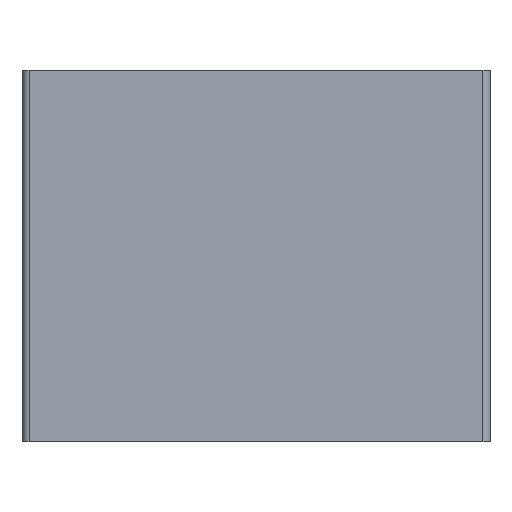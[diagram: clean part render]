
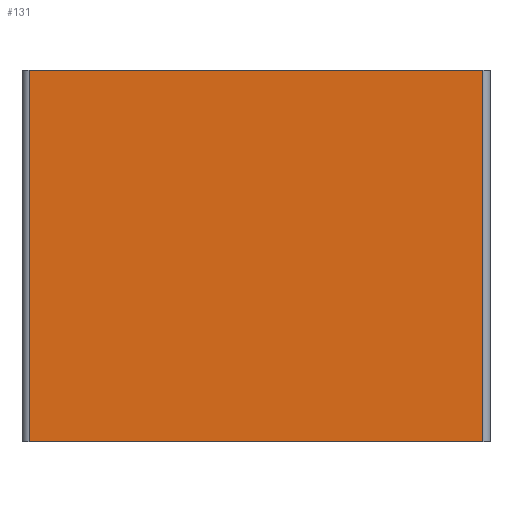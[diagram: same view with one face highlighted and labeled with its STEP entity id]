
A CAD part, front view. The second image highlights one B-rep face of the part: STEP entity #131.
In plain terms, the highlighted planar face has unit normal (0, -1, 0).
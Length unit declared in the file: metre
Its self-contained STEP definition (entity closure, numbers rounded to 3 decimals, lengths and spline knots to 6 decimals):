
#131 = ADVANCED_FACE( '', ( #283 ), #284, .F. );
#283 = FACE_OUTER_BOUND( '', #461, .T. );
#284 = PLANE( '', #462 );
#461 = EDGE_LOOP( '', ( #715, #716, #717, #718 ) );
#462 = AXIS2_PLACEMENT_3D( '', #719, #720, #721 );
#715 = ORIENTED_EDGE( '', *, *, #1037, .F. );
#716 = ORIENTED_EDGE( '', *, *, #1058, .T. );
#717 = ORIENTED_EDGE( '', *, *, #992, .T. );
#718 = ORIENTED_EDGE( '', *, *, #1059, .T. );
#719 = CARTESIAN_POINT( '', ( 0.00655, 0., 0.0104 ) );
#720 = DIRECTION( '', ( 0., 1., 0. ) );
#721 = DIRECTION( '', ( 0., 0., 1. ) );
#992 = EDGE_CURVE( '', #1170, #1171, #1172, .T. );
#1037 = EDGE_CURVE( '', #1243, #1245, #1246, .T. );
#1058 = EDGE_CURVE( '', #1243, #1170, #1279, .T. );
#1059 = EDGE_CURVE( '', #1171, #1245, #1280, .F. );
#1170 = VERTEX_POINT( '', #1421 );
#1171 = VERTEX_POINT( '', #1422 );
#1172 = LINE( '', #1423, #1424 );
#1243 = VERTEX_POINT( '', #1522 );
#1245 = VERTEX_POINT( '', #1524 );
#1246 = LINE( '', #1525, #1526 );
#1279 = LINE( '', #1569, #1570 );
#1280 = LINE( '', #1571, #1572 );
#1421 = CARTESIAN_POINT( '', ( 0.0002, 0., 0. ) );
#1422 = CARTESIAN_POINT( '', ( 0.0129, 0., 0. ) );
#1423 = CARTESIAN_POINT( '', ( 0.00655, 0., 0. ) );
#1424 = VECTOR( '', #1689, 1. );
#1522 = CARTESIAN_POINT( '', ( 0.0002, 0., 0.0104 ) );
#1524 = CARTESIAN_POINT( '', ( 0.0129, 0., 0.0104 ) );
#1525 = CARTESIAN_POINT( '', ( 0.00655, 0., 0.0104 ) );
#1526 = VECTOR( '', #1744, 1. );
#1569 = CARTESIAN_POINT( '', ( 0.0002, 0., 0. ) );
#1570 = VECTOR( '', #1776, 1. );
#1571 = CARTESIAN_POINT( '', ( 0.0129, 0., 0.0104 ) );
#1572 = VECTOR( '', #1777, 1. );
#1689 = DIRECTION( '', ( 1., 0., 0. ) );
#1744 = DIRECTION( '', ( 1., 0., 0. ) );
#1776 = DIRECTION( '', ( 0., 0., -1. ) );
#1777 = DIRECTION( '', ( 0., 0., -1. ) );
